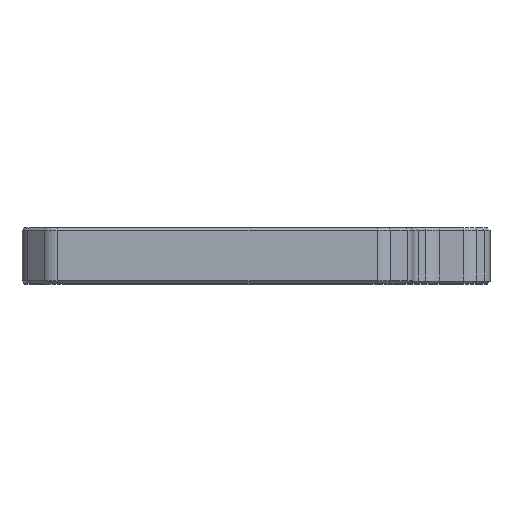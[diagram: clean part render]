
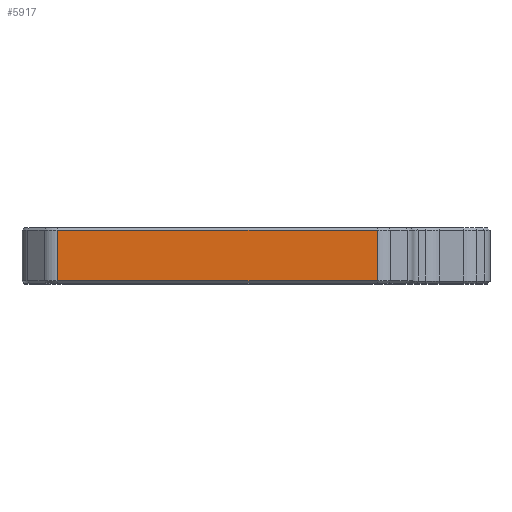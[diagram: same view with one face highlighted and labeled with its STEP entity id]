
A CAD part, top view. The second image highlights one B-rep face of the part: STEP entity #5917.
In plain terms, the highlighted planar face has unit normal (0, 0, 1).
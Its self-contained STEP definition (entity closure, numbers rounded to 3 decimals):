
#225=PLANE('',#6521);
#490=FACE_OUTER_BOUND('',#883,.T.);
#883=EDGE_LOOP('',(#4907,#4908,#4909,#4910));
#1362=LINE('',#9998,#1926);
#1432=LINE('',#10185,#1996);
#1433=LINE('',#10189,#1997);
#1434=LINE('',#10190,#1998);
#1926=VECTOR('',#7738,10.);
#1996=VECTOR('',#7948,1000.);
#1997=VECTOR('',#7953,1000.);
#1998=VECTOR('',#7954,1000.);
#2856=VERTEX_POINT('',#9992);
#2857=VERTEX_POINT('',#9996);
#2904=VERTEX_POINT('',#10184);
#2905=VERTEX_POINT('',#10188);
#3514=EDGE_CURVE('',#2856,#2857,#1362,.T.);
#3607=EDGE_CURVE('',#2857,#2904,#1432,.T.);
#3609=EDGE_CURVE('',#2856,#2905,#1433,.T.);
#3610=EDGE_CURVE('',#2905,#2904,#1434,.T.);
#4907=ORIENTED_EDGE('',*,*,#3514,.F.);
#4908=ORIENTED_EDGE('',*,*,#3609,.T.);
#4909=ORIENTED_EDGE('',*,*,#3610,.T.);
#4910=ORIENTED_EDGE('',*,*,#3607,.F.);
#5917=ADVANCED_FACE('',(#490),#225,.F.);
#6521=AXIS2_PLACEMENT_3D('',#10187,#7951,#7952);
#7738=DIRECTION('',(1.,0.,0.));
#7948=DIRECTION('',(0.,-1.,0.));
#7951=DIRECTION('center_axis',(0.,0.,
-1.));
#7952=DIRECTION('ref_axis',(-1.,0.,0.));
#7953=DIRECTION('',(0.,-1.,0.));
#7954=DIRECTION('',(1.,0.,0.));
#9992=CARTESIAN_POINT('',(172.696,-114.95,69.922));
#9996=CARTESIAN_POINT('',(207.295,-114.95,69.922));
#9998=CARTESIAN_POINT('',(194.669,-114.95,69.922));
#10184=CARTESIAN_POINT('',(207.295,-120.45,69.922));
#10185=CARTESIAN_POINT('',(207.295,-114.7,69.922));
#10187=CARTESIAN_POINT('Origin',(172.696,-114.7,69.922));
#10188=CARTESIAN_POINT('',(172.696,-120.45,69.922));
#10189=CARTESIAN_POINT('',(172.696,-114.7,69.922));
#10190=CARTESIAN_POINT('',(172.696,-120.45,69.922));
